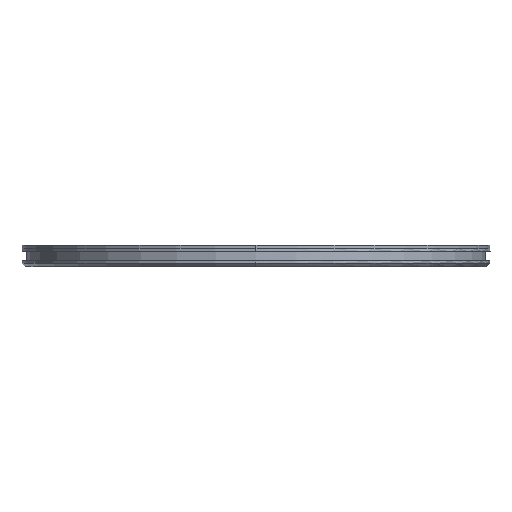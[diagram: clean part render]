
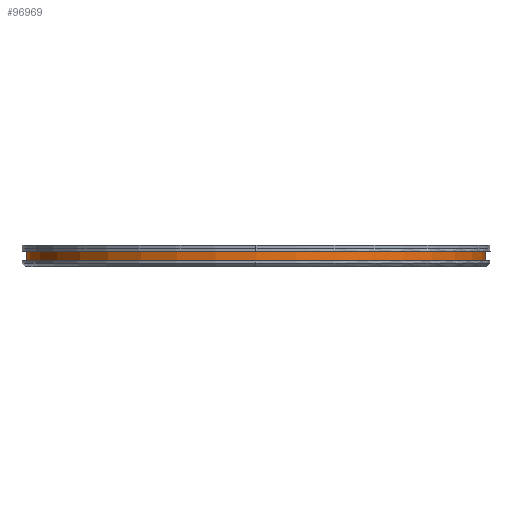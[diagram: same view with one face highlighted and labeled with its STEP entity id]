
A CAD part, left-side view. The second image highlights one B-rep face of the part: STEP entity #96969.
In plain terms, the highlighted cylindrical face has radius 50.355 mm (diameter 100.711 mm), a partial arc.
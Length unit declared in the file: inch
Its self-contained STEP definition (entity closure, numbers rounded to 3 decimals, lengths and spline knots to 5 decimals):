
#83210=CARTESIAN_POINT('',(0.,0.,
-0.05419));
#83211=DIRECTION('',(0.,0.,-1.));
#83212=DIRECTION('',(0.,-1.,0.));
#83213=AXIS2_PLACEMENT_3D('',#83210,#83211,#83212);
#83220=DIRECTION('',(0.,0.,1.));
#83221=VECTOR('',#83220,0.08);
#83222=CARTESIAN_POINT('',(0.,1.9825,
-0.13419));
#83223=LINE('',#83222,#83221);
#83224=DIRECTION('',(0.,0.,1.));
#83225=VECTOR('',#83224,0.08);
#83226=CARTESIAN_POINT('',(0.,-1.9825,
-0.13419));
#83227=LINE('',#83226,#83225);
#83282=CARTESIAN_POINT('',(0.,0.,
-0.13419));
#83283=DIRECTION('',(0.,0.,1.));
#83284=DIRECTION('',(0.,1.,0.));
#83285=AXIS2_PLACEMENT_3D('',#83282,#83283,#83284);
#95214=CARTESIAN_POINT('',(0.,1.9825,
-0.13419));
#95215=CARTESIAN_POINT('',(0.,1.9825,
-0.05419));
#95216=VERTEX_POINT('',#95214);
#95217=VERTEX_POINT('',#95215);
#95218=CARTESIAN_POINT('',(0.,-1.9825,
-0.13419));
#95219=CARTESIAN_POINT('',(0.,-1.9825,
-0.05419));
#95220=VERTEX_POINT('',#95218);
#95221=VERTEX_POINT('',#95219);
#96955=CARTESIAN_POINT('',(0.,0.,
-0.09419));
#96956=DIRECTION('',(0.,0.,1.));
#96957=DIRECTION('',(0.,1.,0.));
#96958=AXIS2_PLACEMENT_3D('',#96955,#96956,#96957);
#96959=CYLINDRICAL_SURFACE('',#96958,1.9825);
#96961=ORIENTED_EDGE('',*,*,#96960,.F.);
#96963=ORIENTED_EDGE('',*,*,#96962,.T.);
#96964=ORIENTED_EDGE('',*,*,#96948,.F.);
#96966=ORIENTED_EDGE('',*,*,#96965,.F.);
#96967=EDGE_LOOP('',(#96961,#96963,#96964,#96966));
#96968=FACE_OUTER_BOUND('',#96967,.F.);
#96969=ADVANCED_FACE('',(#96968),#96959,.T.);
#83214=CIRCLE('',#83213,1.9825);
#83286=CIRCLE('',#83285,1.9825);
#96948=EDGE_CURVE('',#95221,#95217,#83214,.T.);
#96960=EDGE_CURVE('',#95216,#95220,#83286,.T.);
#96962=EDGE_CURVE('',#95216,#95217,#83223,.T.);
#96965=EDGE_CURVE('',#95220,#95221,#83227,.T.);
